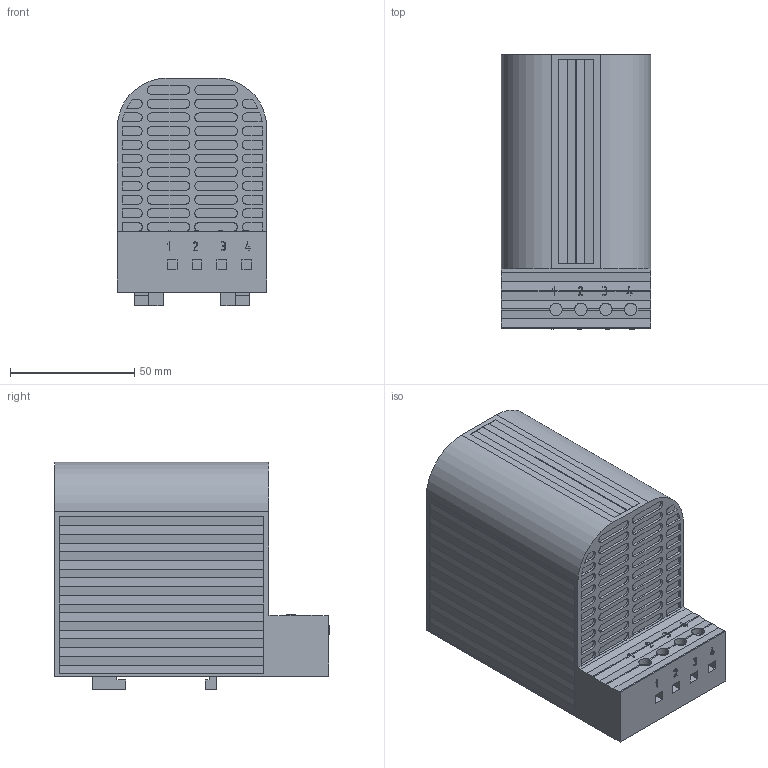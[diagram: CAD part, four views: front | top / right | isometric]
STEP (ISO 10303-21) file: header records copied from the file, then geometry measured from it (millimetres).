
FILE_DESCRIPTION (( 'STEP AP214' ), '1' );
FILE_NAME ('3186-0100-02-24.STEP', '2021-12-08T06:41:12', ( '' ), ( '' ), 'SwSTEP 2.0', 'SolidWorks 2019', '' );
FILE_SCHEMA (( 'AUTOMOTIVE_DESIGN' ));
Length unit declared in the file: millimetre
Products named in the file (1): 3186-0100-02-24
Bounding box: 60 x 110.3 x 91.5 mm (x, y, z)
Volume: 458565.9 mm3; surface area: 42200.4 mm2
Topology: 1 solids, 1 shells, 903 faces, 2295 edges, 1506 vertices
Faces by surface type: plane 603, cylinder 182, bspline 118
Entity records: 29377 total; most frequent: CARTESIAN_POINT 8029, ORIENTED_EDGE 4590, DIRECTION 3982, EDGE_CURVE 2295, LINE 1662, VECTOR 1662, VERTEX_POINT 1506, AXIS2_PLACEMENT_3D 1160
